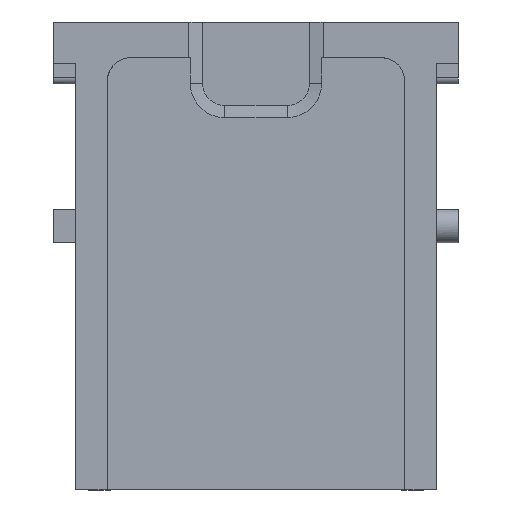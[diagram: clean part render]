
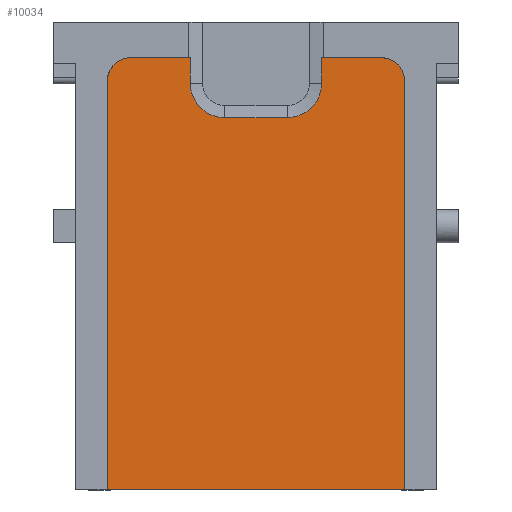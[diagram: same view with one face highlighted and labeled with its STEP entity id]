
A CAD part, left-side view. The second image highlights one B-rep face of the part: STEP entity #10034.
In plain terms, the highlighted planar face has unit normal (-1, 0, 0).
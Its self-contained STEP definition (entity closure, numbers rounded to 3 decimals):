
#9946=AXIS2_PLACEMENT_3D('Circle Axis2P3D',#9944,#9945,$) ;
#9959=AXIS2_PLACEMENT_3D('Plane Axis2P3D',#9956,#9957,#9958) ;
#9970=AXIS2_PLACEMENT_3D('Circle Axis2P3D',#9968,#9969,$) ;
#9989=AXIS2_PLACEMENT_3D('Circle Axis2P3D',#9987,#9988,$) ;
#7458=CARTESIAN_POINT('Vertex',(0.02,11.479,34.166)) ;
#7461=CARTESIAN_POINT('Line Origine',(0.02,11.479,35.233)) ;
#7465=CARTESIAN_POINT('Vertex',(0.02,11.479,36.3)) ;
#8683=CARTESIAN_POINT('Vertex',(0.02,22.521,34.166)) ;
#8695=CARTESIAN_POINT('Vertex',(0.02,22.521,36.3)) ;
#8698=CARTESIAN_POINT('Line Origine',(0.02,22.521,35.233)) ;
#9630=CARTESIAN_POINT('Vertex',(0.02,4.5,0.)) ;
#9633=CARTESIAN_POINT('Line Origine',(0.02,17.,0.)) ;
#9637=CARTESIAN_POINT('Vertex',(0.02,29.5,0.)) ;
#9941=CARTESIAN_POINT('Vertex',(0.02,14.366,31.279)) ;
#9944=CARTESIAN_POINT('Axis2P3D Location',(0.02,14.366,34.166)) ;
#9956=CARTESIAN_POINT('Axis2P3D Location',(0.02,17.,35.65)) ;
#9961=CARTESIAN_POINT('Line Origine',(0.02,25.01,36.3)) ;
#9965=CARTESIAN_POINT('Vertex',(0.02,27.5,36.3)) ;
#9968=CARTESIAN_POINT('Axis2P3D Location',(0.02,27.5,34.3)) ;
#9972=CARTESIAN_POINT('Vertex',(0.02,29.5,34.3)) ;
#9975=CARTESIAN_POINT('Line Origine',(0.02,29.5,17.15)) ;
#9980=CARTESIAN_POINT('Line Origine',(0.02,4.5,17.15)) ;
#9984=CARTESIAN_POINT('Vertex',(0.02,4.5,34.3)) ;
#9987=CARTESIAN_POINT('Axis2P3D Location',(0.02,6.5,34.3)) ;
#9991=CARTESIAN_POINT('Vertex',(0.02,6.5,36.3)) ;
#9994=CARTESIAN_POINT('Line Origine',(0.02,8.99,36.3)) ;
#9999=CARTESIAN_POINT('Line Origine',(0.02,17.,31.279)) ;
#10003=CARTESIAN_POINT('Vertex',(0.02,19.634,31.279)) ;
#10007=CARTESIAN_POINT('Control Point',(0.02,19.634,31.279)) ;
#10008=CARTESIAN_POINT('Control Point',(0.02,19.967,31.279)) ;
#10009=CARTESIAN_POINT('Control Point',(0.02,20.3,31.327)) ;
#10010=CARTESIAN_POINT('Control Point',(0.02,20.624,31.423)) ;
#10011=CARTESIAN_POINT('Control Point',(0.02,21.234,31.706)) ;
#10012=CARTESIAN_POINT('Control Point',(0.02,21.74,32.149)) ;
#10013=CARTESIAN_POINT('Control Point',(0.02,21.959,32.406)) ;
#10014=CARTESIAN_POINT('Control Point',(0.02,22.267,32.897)) ;
#10015=CARTESIAN_POINT('Control Point',(0.02,22.445,33.446)) ;
#10016=CARTESIAN_POINT('Control Point',(0.02,22.496,33.684)) ;
#10017=CARTESIAN_POINT('Control Point',(0.02,22.521,33.925)) ;
#10018=CARTESIAN_POINT('Control Point',(0.02,22.521,34.166)) ;
#7462=DIRECTION('Vector Direction',(0.,0.,-1.)) ;
#8699=DIRECTION('Vector Direction',(0.,0.,1.)) ;
#9634=DIRECTION('Vector Direction',(0.,-1.,0.)) ;
#9945=DIRECTION('Axis2P3D Direction',(-1.,0.,0.)) ;
#9957=DIRECTION('Axis2P3D Direction',(-1.,0.,0.)) ;
#9958=DIRECTION('Axis2P3D XDirection',(0.,0.,-1.)) ;
#9962=DIRECTION('Vector Direction',(0.,1.,0.)) ;
#9969=DIRECTION('Axis2P3D Direction',(-1.,0.,0.)) ;
#9976=DIRECTION('Vector Direction',(0.,0.,-1.)) ;
#9981=DIRECTION('Vector Direction',(0.,0.,-1.)) ;
#9988=DIRECTION('Axis2P3D Direction',(-1.,0.,0.)) ;
#9995=DIRECTION('Vector Direction',(0.,-1.,0.)) ;
#10000=DIRECTION('Vector Direction',(0.,1.,0.)) ;
#7463=VECTOR('Line Direction',#7462,1.) ;
#8700=VECTOR('Line Direction',#8699,1.) ;
#9635=VECTOR('Line Direction',#9634,1.) ;
#9963=VECTOR('Line Direction',#9962,1.) ;
#9977=VECTOR('Line Direction',#9976,1.) ;
#9982=VECTOR('Line Direction',#9981,1.) ;
#9996=VECTOR('Line Direction',#9995,1.) ;
#10001=VECTOR('Line Direction',#10000,1.) ;
#10021=ORIENTED_EDGE('',*,*,#9967,.T.) ;
#10022=ORIENTED_EDGE('',*,*,#9974,.T.) ;
#10023=ORIENTED_EDGE('',*,*,#9979,.T.) ;
#10024=ORIENTED_EDGE('',*,*,#9639,.T.) ;
#10025=ORIENTED_EDGE('',*,*,#9986,.F.) ;
#10026=ORIENTED_EDGE('',*,*,#9993,.T.) ;
#10027=ORIENTED_EDGE('',*,*,#9998,.F.) ;
#10028=ORIENTED_EDGE('',*,*,#7467,.T.) ;
#10029=ORIENTED_EDGE('',*,*,#9948,.T.) ;
#10030=ORIENTED_EDGE('',*,*,#10005,.T.) ;
#10031=ORIENTED_EDGE('',*,*,#10019,.T.) ;
#10032=ORIENTED_EDGE('',*,*,#8702,.T.) ;
#10034=ADVANCED_FACE('HD-36-M',(#10033),#9960,.T.) ;
#10006=B_SPLINE_CURVE_WITH_KNOTS('',5,(#10007,#10008,#10009,#10010,#10011,#10012,#10013,#10014,#10015,#10016,#10017,#10018),.UNSPECIFIED.,.F.,.U.,(6,3,3,6),(0.,2.361,4.722,6.431),.UNSPECIFIED.) ;
#9947=CIRCLE('generated circle',#9946,2.887) ;
#9971=CIRCLE('generated circle',#9970,2.) ;
#9990=CIRCLE('generated circle',#9989,2.) ;
#7467=EDGE_CURVE('',#7466,#7459,#7464,.T.) ;
#8702=EDGE_CURVE('',#8684,#8696,#8701,.T.) ;
#9639=EDGE_CURVE('',#9638,#9631,#9636,.T.) ;
#9948=EDGE_CURVE('',#7459,#9942,#9947,.F.) ;
#9967=EDGE_CURVE('',#8696,#9966,#9964,.T.) ;
#9974=EDGE_CURVE('',#9966,#9973,#9971,.T.) ;
#9979=EDGE_CURVE('',#9973,#9638,#9978,.T.) ;
#9986=EDGE_CURVE('',#9985,#9631,#9983,.T.) ;
#9993=EDGE_CURVE('',#9985,#9992,#9990,.T.) ;
#9998=EDGE_CURVE('',#7466,#9992,#9997,.T.) ;
#10005=EDGE_CURVE('',#9942,#10004,#10002,.T.) ;
#10019=EDGE_CURVE('',#10004,#8684,#10006,.T.) ;
#10020=EDGE_LOOP('',(#10021,#10022,#10023,#10024,#10025,#10026,#10027,#10028,#10029,#10030,#10031,#10032)) ;
#10033=FACE_OUTER_BOUND('',#10020,.T.) ;
#7464=LINE('Line',#7461,#7463) ;
#8701=LINE('Line',#8698,#8700) ;
#9636=LINE('Line',#9633,#9635) ;
#9964=LINE('Line',#9961,#9963) ;
#9978=LINE('Line',#9975,#9977) ;
#9983=LINE('Line',#9980,#9982) ;
#9997=LINE('Line',#9994,#9996) ;
#10002=LINE('Line',#9999,#10001) ;
#9960=PLANE('',#9959) ;
#7459=VERTEX_POINT('',#7458) ;
#7466=VERTEX_POINT('',#7465) ;
#8684=VERTEX_POINT('',#8683) ;
#8696=VERTEX_POINT('',#8695) ;
#9631=VERTEX_POINT('',#9630) ;
#9638=VERTEX_POINT('',#9637) ;
#9942=VERTEX_POINT('',#9941) ;
#9966=VERTEX_POINT('',#9965) ;
#9973=VERTEX_POINT('',#9972) ;
#9985=VERTEX_POINT('',#9984) ;
#9992=VERTEX_POINT('',#9991) ;
#10004=VERTEX_POINT('',#10003) ;
